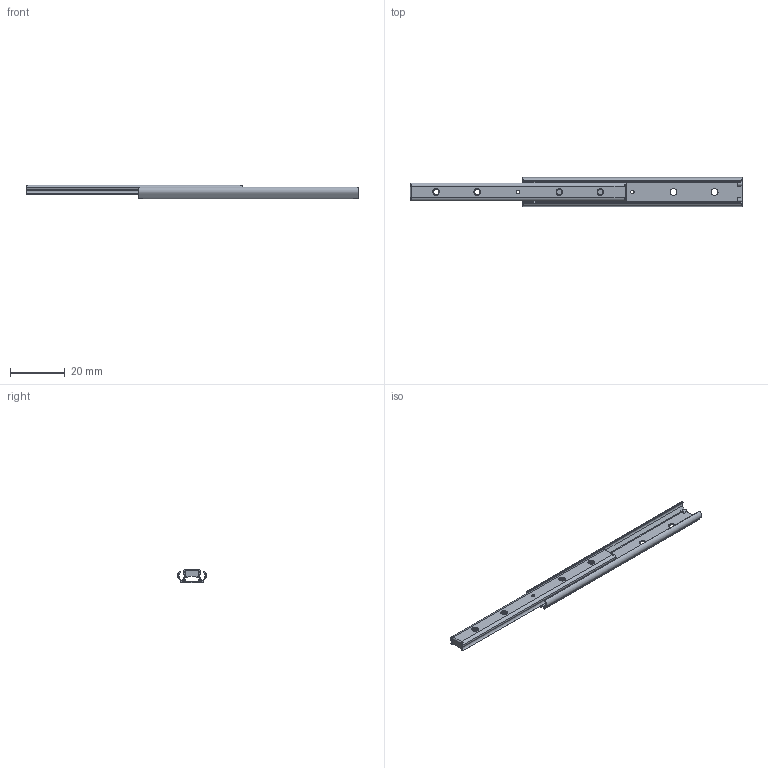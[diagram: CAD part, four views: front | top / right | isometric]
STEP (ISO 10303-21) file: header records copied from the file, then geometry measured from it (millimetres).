
FILE_DESCRIPTION (( 'STEP AP203' ), '1' );
FILE_NAME ('U1020-80.STEP', '2020-06-23T05:47:36', ( '' ), ( '' ), 'SwSTEP 2.0', 'SolidWorks 2019', '' );
FILE_SCHEMA (( 'CONFIG_CONTROL_DESIGN' ));
Length unit declared in the file: millimetre
Products named in the file (3): U1020-80 OM; U1020-80; U1020-80 IM
Assembly tree (2 placements, depth 2):
  U1020-80
    U1020-80 OM
    U1020-80 IM
Bounding box: 121.2 x 10.59 x 5 mm (x, y, z)
Volume: 1130.8 mm3; surface area: 4768.7 mm2
Topology: 2 solids, 2 shells, 237 faces, 675 edges, 438 vertices
Faces by surface type: cylinder 125, plane 72, torus 28, bspline 12
Entity records: 11646 total; most frequent: CARTESIAN_POINT 5293, ORIENTED_EDGE 1350, DIRECTION 1237, EDGE_CURVE 675, AXIS2_PLACEMENT_3D 476, VERTEX_POINT 438, LINE 285, VECTOR 285
